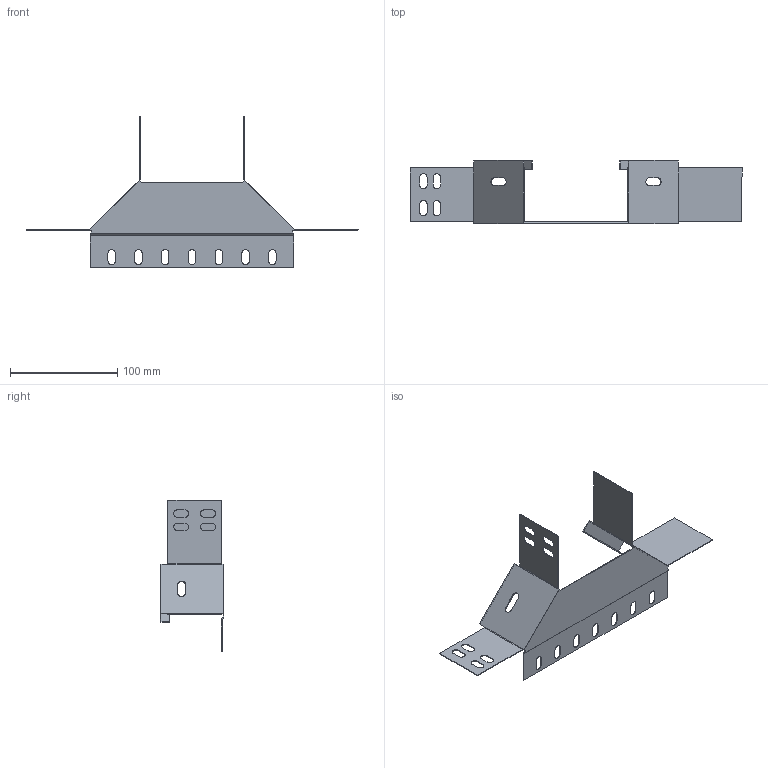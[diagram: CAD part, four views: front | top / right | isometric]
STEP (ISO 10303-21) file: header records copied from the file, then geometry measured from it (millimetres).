
FILE_DESCRIPTION (( 'STEP AP214' ), '1' );
FILE_NAME ('6040252.stp', '2018-10-02T13:37:24', ( '' ), ( '' ), 'SwSTEP 2.0', 'SolidWorks 2018', '' );
FILE_SCHEMA (( 'AUTOMOTIVE_DESIGN' ));
Length unit declared in the file: millimetre
Products named in the file (1): 6040252
Bounding box: 310.13 x 59.4 x 141.6 mm (x, y, z)
Volume: 23820.8 mm3; surface area: 69407.6 mm2
Topology: 1 solids, 1 shells, 185 faces, 517 edges, 334 vertices
Faces by surface type: plane 126, cylinder 59
Entity records: 5995 total; most frequent: CARTESIAN_POINT 1037, ORIENTED_EDGE 1034, DIRECTION 1007, EDGE_CURVE 517, VECTOR 399, LINE 399, VERTEX_POINT 334, AXIS2_PLACEMENT_3D 304
